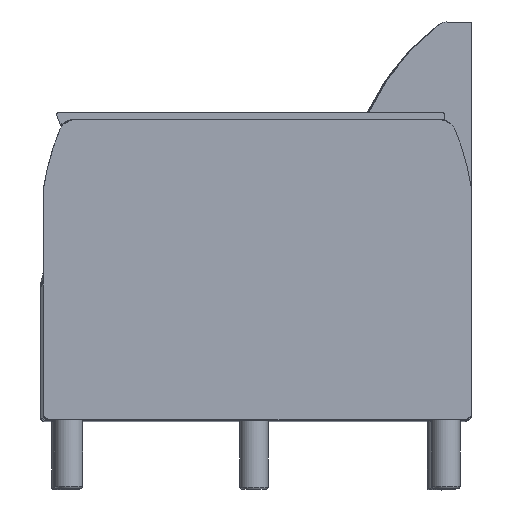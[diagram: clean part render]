
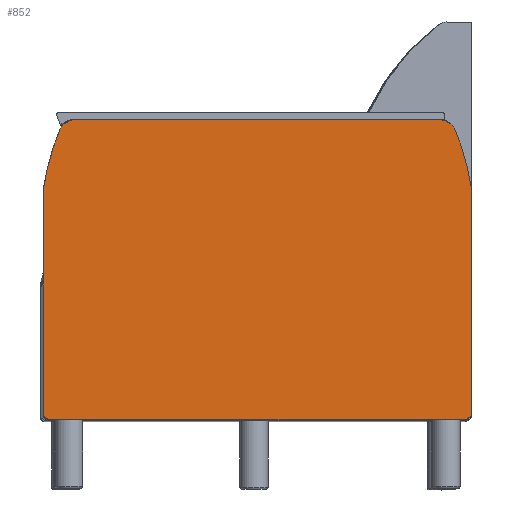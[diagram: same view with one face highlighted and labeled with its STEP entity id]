
A CAD part, top view. The second image highlights one B-rep face of the part: STEP entity #852.
In plain terms, the highlighted planar face has unit normal (0.003, 0, 1).
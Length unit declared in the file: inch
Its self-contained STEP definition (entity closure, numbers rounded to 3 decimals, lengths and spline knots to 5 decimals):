
#24=B_SPLINE_CURVE_WITH_KNOTS('',3,(#1448,#1449,#1450,#1451,#1452,#1453,
#1454,#1455,#1456,#1457,#1458,#1459,#1460,#1461,#1462,#1463,#1464,#1465,
#1466,#1467,#1468,#1469),.UNSPECIFIED.,.F.,.F.,(4,2,2,2,2,2,2,2,2,2,4),
(-4.79444,-4.48666,-4.06789,-3.64912,
-3.23035,-3.1271,-3.02386,-2.98982,
-2.97281,-2.9643,-2.95579),.UNSPECIFIED.);
#26=B_SPLINE_CURVE_WITH_KNOTS('',3,(#1562,#1563,#1564,#1565,#1566,#1567,
#1568,#1569,#1570,#1571,#1572,#1573,#1574,#1575,#1576,#1577,#1578,#1579,
#1580,#1581,#1582,#1583),.UNSPECIFIED.,.F.,.F.,(4,2,2,2,2,2,2,2,2,2,4),
(-4.79444,-4.78593,-4.77742,-4.7604,
-4.72637,-4.62312,-4.51988,-4.10111,-3.68234,
-3.26356,-2.95579),.UNSPECIFIED.);
#103=PLANE('',#934);
#138=FACE_OUTER_BOUND('',#188,.T.);
#188=EDGE_LOOP('',(#691,#692,#693,#694,#695,#696,#697,#698,#699,#700,#701,
#702));
#254=LINE('',#1587,#315);
#258=LINE('',#1600,#319);
#259=LINE('',#1604,#320);
#260=LINE('',#1607,#321);
#315=VECTOR('',#1119,25.84997);
#319=VECTOR('',#1131,15.688);
#320=VECTOR('',#1134,29.);
#321=VECTOR('',#1137,15.688);
#360=CIRCLE('',#920,1.);
#362=CIRCLE('',#923,17.08068);
#364=CIRCLE('',#926,17.08068);
#366=CIRCLE('',#929,1.);
#369=CIRCLE('',#935,0.5);
#370=CIRCLE('',#936,0.5);
#414=VERTEX_POINT('',#1359);
#415=VERTEX_POINT('',#1361);
#417=VERTEX_POINT('',#1367);
#419=VERTEX_POINT('',#1446);
#422=VERTEX_POINT('',#1474);
#423=VERTEX_POINT('',#1476);
#425=VERTEX_POINT('',#1482);
#427=VERTEX_POINT('',#1561);
#432=VERTEX_POINT('',#1599);
#433=VERTEX_POINT('',#1601);
#434=VERTEX_POINT('',#1603);
#435=VERTEX_POINT('',#1605);
#503=EDGE_CURVE('',#415,#414,#360,.T.);
#506=EDGE_CURVE('',#417,#415,#362,.T.);
#510=EDGE_CURVE('',#414,#419,#24,.T.);
#513=EDGE_CURVE('',#423,#422,#364,.T.);
#516=EDGE_CURVE('',#425,#423,#366,.T.);
#519=EDGE_CURVE('',#427,#425,#26,.T.);
#522=EDGE_CURVE('',#419,#427,#254,.T.);
#528=EDGE_CURVE('',#422,#432,#258,.T.);
#529=EDGE_CURVE('',#433,#432,#369,.T.);
#530=EDGE_CURVE('',#433,#434,#259,.T.);
#531=EDGE_CURVE('',#435,#434,#370,.T.);
#532=EDGE_CURVE('',#435,#417,#260,.T.);
#691=ORIENTED_EDGE('',*,*,#506,.T.);
#692=ORIENTED_EDGE('',*,*,#503,.T.);
#693=ORIENTED_EDGE('',*,*,#510,.T.);
#694=ORIENTED_EDGE('',*,*,#522,.T.);
#695=ORIENTED_EDGE('',*,*,#519,.T.);
#696=ORIENTED_EDGE('',*,*,#516,.T.);
#697=ORIENTED_EDGE('',*,*,#513,.T.);
#698=ORIENTED_EDGE('',*,*,#528,.T.);
#699=ORIENTED_EDGE('',*,*,#529,.F.);
#700=ORIENTED_EDGE('',*,*,#530,.T.);
#701=ORIENTED_EDGE('',*,*,#531,.F.);
#702=ORIENTED_EDGE('',*,*,#532,.T.);
#852=ADVANCED_FACE('',(#138),#103,.T.);
#920=AXIS2_PLACEMENT_3D('',#1362,#1089,#1090);
#923=AXIS2_PLACEMENT_3D('',#1368,#1096,#1097);
#926=AXIS2_PLACEMENT_3D('',#1477,#1105,#1106);
#929=AXIS2_PLACEMENT_3D('',#1483,#1112,#1113);
#934=AXIS2_PLACEMENT_3D('',#1598,#1129,#1130);
#935=AXIS2_PLACEMENT_3D('',#1602,#1132,#1133);
#936=AXIS2_PLACEMENT_3D('',#1606,#1135,#1136);
#1089=DIRECTION('center_axis',(0.,0.,1.));
#1090=DIRECTION('ref_axis',(-0.92,-0.392,0.));
#1096=DIRECTION('center_axis',(0.,0.,1.));
#1097=DIRECTION('ref_axis',(-0.989,-0.146,0.));
#1105=DIRECTION('center_axis',(0.,0.,1.));
#1106=DIRECTION('ref_axis',(0.92,-0.392,0.));
#1112=DIRECTION('center_axis',(0.,0.,1.));
#1113=DIRECTION('ref_axis',(0.662,-0.75,0.));
#1119=DIRECTION('',(-1.,0.,0.));
#1129=DIRECTION('center_axis',(0.,0.,1.));
#1130=DIRECTION('ref_axis',(1.,0.,0.));
#1131=DIRECTION('',(0.,-1.,0.));
#1132=DIRECTION('center_axis',(0.,0.,-1.));
#1133=DIRECTION('ref_axis',(-0.707,-0.707,0.));
#1134=DIRECTION('',(1.,0.,0.));
#1135=DIRECTION('center_axis',(0.,0.,-1.));
#1136=DIRECTION('ref_axis',(0.707,-0.707,0.));
#1137=DIRECTION('',(0.,1.,0.));
#1359=CARTESIAN_POINT('',(16.89303,10.97274,4.));
#1361=CARTESIAN_POINT('',(17.15127,10.61478,4.));
#1362=CARTESIAN_POINT('Origin',(16.23116,10.22312,4.));
#1367=CARTESIAN_POINT('',(18.33397,6.41074,4.));
#1368=CARTESIAN_POINT('Origin',(1.43513,3.92505,4.));
#1446=CARTESIAN_POINT('',(16.25896,11.22274,4.));
#1448=CARTESIAN_POINT('Ctrl Pts',(16.89303,10.97274,4.));
#1449=CARTESIAN_POINT('Ctrl Pts',(16.86277,10.99945,4.));
#1450=CARTESIAN_POINT('Ctrl Pts',(16.83079,11.02442,4.));
#1451=CARTESIAN_POINT('Ctrl Pts',(16.75194,11.07859,4.));
#1452=CARTESIAN_POINT('Ctrl Pts',(16.70387,11.10603,4.));
#1453=CARTESIAN_POINT('Ctrl Pts',(16.60478,11.15231,4.));
#1454=CARTESIAN_POINT('Ctrl Pts',(16.55379,11.17112,4.));
#1455=CARTESIAN_POINT('Ctrl Pts',(16.45201,11.19986,4.));
#1456=CARTESIAN_POINT('Ctrl Pts',(16.40119,11.20978,4.));
#1457=CARTESIAN_POINT('Ctrl Pts',(16.34042,11.21721,4.));
#1458=CARTESIAN_POINT('Ctrl Pts',(16.3272,11.21859,4.));
#1459=CARTESIAN_POINT('Ctrl Pts',(16.30094,11.22077,4.));
#1460=CARTESIAN_POINT('Ctrl Pts',(16.28783,11.22158,4.));
#1461=CARTESIAN_POINT('Ctrl Pts',(16.27262,11.22227,4.));
#1462=CARTESIAN_POINT('Ctrl Pts',(16.26862,11.22243,4.));
#1463=CARTESIAN_POINT('Ctrl Pts',(16.26364,11.2226,4.));
#1464=CARTESIAN_POINT('Ctrl Pts',(16.26217,11.22264,4.));
#1465=CARTESIAN_POINT('Ctrl Pts',(16.26044,11.22269,4.));
#1466=CARTESIAN_POINT('Ctrl Pts',(16.25995,11.22271,4.));
#1467=CARTESIAN_POINT('Ctrl Pts',(16.25921,11.22273,4.));
#1468=CARTESIAN_POINT('Ctrl Pts',(16.25896,11.22274,4.));
#1469=CARTESIAN_POINT('Ctrl Pts',(16.25896,11.22274,4.));
#1474=CARTESIAN_POINT('',(-11.66603,6.41074,4.));
#1476=CARTESIAN_POINT('',(-10.48332,10.61478,4.));
#1477=CARTESIAN_POINT('Origin',(5.23281,3.92505,4.));
#1482=CARTESIAN_POINT('',(-10.22509,10.97274,4.));
#1483=CARTESIAN_POINT('Origin',(-9.56321,10.22312,4.));
#1561=CARTESIAN_POINT('',(-9.59101,11.22274,4.));
#1562=CARTESIAN_POINT('Ctrl Pts',(-9.59101,11.22274,4.));
#1563=CARTESIAN_POINT('Ctrl Pts',(-9.59101,11.22274,4.));
#1564=CARTESIAN_POINT('Ctrl Pts',(-9.59127,11.22273,4.));
#1565=CARTESIAN_POINT('Ctrl Pts',(-9.59201,11.22271,4.));
#1566=CARTESIAN_POINT('Ctrl Pts',(-9.5925,11.22269,4.));
#1567=CARTESIAN_POINT('Ctrl Pts',(-9.59423,11.22264,4.));
#1568=CARTESIAN_POINT('Ctrl Pts',(-9.59569,11.2226,4.));
#1569=CARTESIAN_POINT('Ctrl Pts',(-9.60068,11.22243,4.));
#1570=CARTESIAN_POINT('Ctrl Pts',(-9.60467,11.22227,4.));
#1571=CARTESIAN_POINT('Ctrl Pts',(-9.61988,11.22158,4.));
#1572=CARTESIAN_POINT('Ctrl Pts',(-9.633,11.22077,4.));
#1573=CARTESIAN_POINT('Ctrl Pts',(-9.65926,11.21859,4.));
#1574=CARTESIAN_POINT('Ctrl Pts',(-9.67247,11.21721,4.));
#1575=CARTESIAN_POINT('Ctrl Pts',(-9.73325,11.20978,4.));
#1576=CARTESIAN_POINT('Ctrl Pts',(-9.78407,11.19986,4.));
#1577=CARTESIAN_POINT('Ctrl Pts',(-9.88585,11.17112,4.));
#1578=CARTESIAN_POINT('Ctrl Pts',(-9.93684,11.15231,4.));
#1579=CARTESIAN_POINT('Ctrl Pts',(-10.03593,11.10603,4.));
#1580=CARTESIAN_POINT('Ctrl Pts',(-10.084,11.07859,4.));
#1581=CARTESIAN_POINT('Ctrl Pts',(-10.16285,11.02442,4.));
#1582=CARTESIAN_POINT('Ctrl Pts',(-10.19483,10.99945,4.));
#1583=CARTESIAN_POINT('Ctrl Pts',(-10.22509,10.97274,4.));
#1587=CARTESIAN_POINT('',(18.33397,11.22274,4.));
#1598=CARTESIAN_POINT('Origin',(3.33397,0.72274,4.));
#1599=CARTESIAN_POINT('',(-11.66603,-9.27726,4.));
#1600=CARTESIAN_POINT('',(-11.66603,11.22274,4.));
#1601=CARTESIAN_POINT('',(-11.16603,-9.77726,4.));
#1602=CARTESIAN_POINT('Origin',(-11.16603,-9.27726,4.));
#1603=CARTESIAN_POINT('',(17.83397,-9.77726,4.));
#1604=CARTESIAN_POINT('',(-11.66603,-9.77726,4.));
#1605=CARTESIAN_POINT('',(18.33397,-9.27726,4.));
#1606=CARTESIAN_POINT('Origin',(17.83397,-9.27726,4.));
#1607=CARTESIAN_POINT('',(18.33397,-9.77726,4.));
